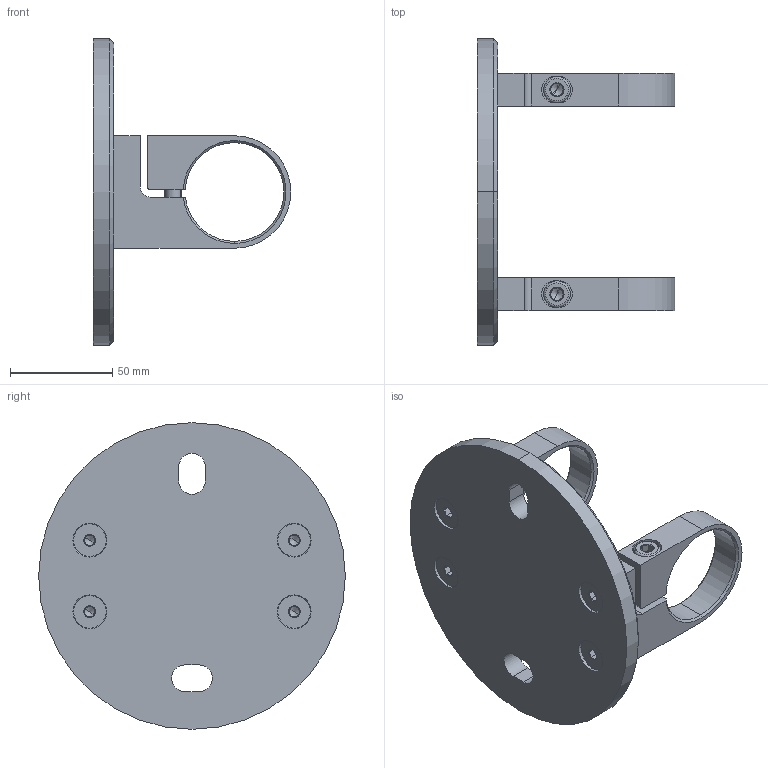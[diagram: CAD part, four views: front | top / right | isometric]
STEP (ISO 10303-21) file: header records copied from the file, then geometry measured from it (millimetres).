
FILE_DESCRIPTION (( 'STEP AP203' ), '1' );
FILE_NAME ('A14_2x48-150.STEP', '2019-04-02T07:53:26', ( '' ), ( '' ), 'SwSTEP 2.0', 'SolidWorks 2018', '' );
FILE_SCHEMA (( 'CONFIG_CONTROL_DESIGN' ));
Length unit declared in the file: millimetre
Products named in the file (5): skrutka DIN 7991_M8x20_A4-70; skrutka DIN 912_M8x35_A4-70; A14_2x48-150.P2; A14_2x48-150.P1; A14_2x48-150
Assembly tree (9 placements, depth 2):
  A14_2x48-150
    A14_2x48-150.P1
    A14_2x48-150.P2  x2
    skrutka DIN 912_M8x35_A4-70  x2
    skrutka DIN 7991_M8x20_A4-70  x4
Bounding box: 96.65 x 150 x 150 mm (x, y, z)
Volume: 244259 mm3; surface area: 76752 mm2
Topology: 9 solids, 9 shells, 573 faces, 1395 edges, 860 vertices
Faces by surface type: plane 222, bspline 164, cone 98, cylinder 81, torus 8
Entity records: 12872 total; most frequent: CARTESIAN_POINT 6178, ORIENTED_EDGE 1354, DIRECTION 1041, EDGE_CURVE 677, VERTEX_POINT 427, VECTOR 353, LINE 353, AXIS2_PLACEMENT_3D 344
